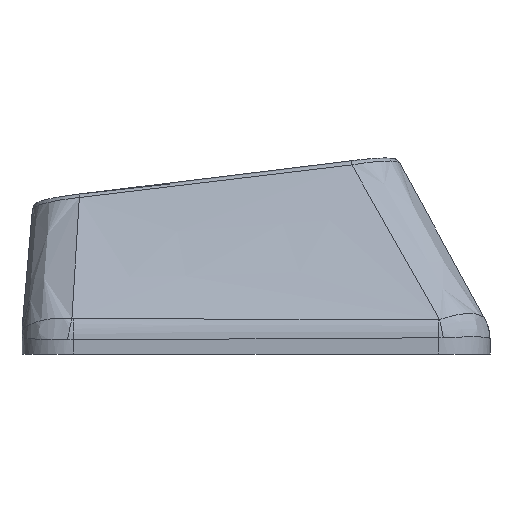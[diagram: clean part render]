
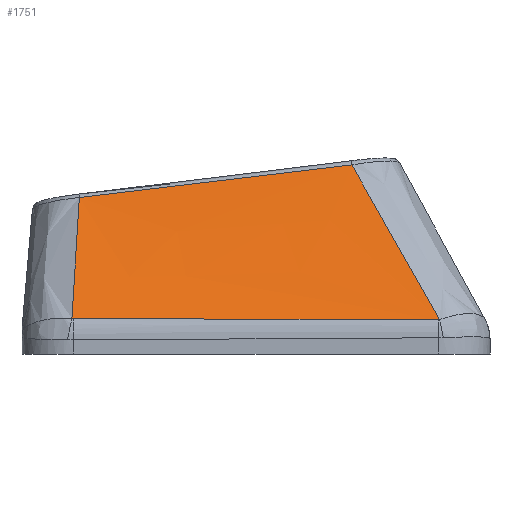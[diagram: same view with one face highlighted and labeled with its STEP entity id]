
A CAD part, left-side view. The second image highlights one B-rep face of the part: STEP entity #1751.
In plain terms, the highlighted free-form (B-spline) face has degree [3, 3] with [4, 4] control points.
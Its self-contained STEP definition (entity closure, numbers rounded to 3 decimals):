
#98=B_SPLINE_SURFACE_WITH_KNOTS('',3,3,((#3616,#3617,#3618,#3619),(#3620,
#3621,#3622,#3623),(#3624,#3625,#3626,#3627),(#3628,#3629,#3630,#3631)),
 .UNSPECIFIED.,.F.,.F.,.F.,(4,4),(4,4),(0.099,0.893),
(0.026,0.95),.UNSPECIFIED.);
#291=FACE_OUTER_BOUND('',#383,.T.);
#383=EDGE_LOOP('',(#1401,#1402,#1403,#1404,#1405,#1406));
#553=B_SPLINE_CURVE_WITH_KNOTS('',3,(#3294,#3295,#3296,#3297),
 .UNSPECIFIED.,.F.,.F.,(4,4),(0.,0.005),
 .UNSPECIFIED.);
#555=B_SPLINE_CURVE_WITH_KNOTS('',3,(#3321,#3322,#3323,#3324),
 .UNSPECIFIED.,.F.,.F.,(4,4),(0.,1.416),.UNSPECIFIED.);
#557=B_SPLINE_CURVE_WITH_KNOTS('',3,(#3348,#3349,#3350,#3351),
 .UNSPECIFIED.,.F.,.F.,(4,4),(0.,0.006),
 .UNSPECIFIED.);
#572=B_SPLINE_CURVE_WITH_KNOTS('',3,(#3633,#3634,#3635,#3636),
 .UNSPECIFIED.,.F.,.F.,(4,4),(0.022,0.781),
 .UNSPECIFIED.);
#573=B_SPLINE_CURVE_WITH_KNOTS('',3,(#3638,#3639,#3640,#3641),
 .UNSPECIFIED.,.F.,.F.,(4,4),(-1.065,0.),
 .UNSPECIFIED.);
#574=B_SPLINE_CURVE_WITH_KNOTS('',3,(#3642,#3643,#3644,#3645),
 .UNSPECIFIED.,.F.,.F.,(4,4),(-0.582,-0.018),
 .UNSPECIFIED.);
#750=VERTEX_POINT('',#3256);
#752=VERTEX_POINT('',#3287);
#754=VERTEX_POINT('',#3314);
#756=VERTEX_POINT('',#3341);
#772=VERTEX_POINT('',#3632);
#773=VERTEX_POINT('',#3637);
#975=EDGE_CURVE('',#750,#752,#553,.T.);
#978=EDGE_CURVE('',#752,#754,#555,.T.);
#981=EDGE_CURVE('',#754,#756,#557,.T.);
#1005=EDGE_CURVE('',#772,#750,#572,.T.);
#1006=EDGE_CURVE('',#773,#772,#573,.T.);
#1007=EDGE_CURVE('',#756,#773,#574,.T.);
#1401=ORIENTED_EDGE('',*,*,#981,.F.);
#1402=ORIENTED_EDGE('',*,*,#978,.F.);
#1403=ORIENTED_EDGE('',*,*,#975,.F.);
#1404=ORIENTED_EDGE('',*,*,#1005,.F.);
#1405=ORIENTED_EDGE('',*,*,#1006,.F.);
#1406=ORIENTED_EDGE('',*,*,#1007,.F.);
#1751=ADVANCED_FACE('',(#291),#98,.T.);
#3256=CARTESIAN_POINT('',(-16.051,-7.124,0.33));
#3287=CARTESIAN_POINT('',(-16.053,-7.077,0.326));
#3294=CARTESIAN_POINT('Ctrl Pts',(-16.051,-7.124,0.33));
#3295=CARTESIAN_POINT('Ctrl Pts',(-16.052,-7.108,0.328));
#3296=CARTESIAN_POINT('Ctrl Pts',(-16.053,-7.093,0.326));
#3297=CARTESIAN_POINT('Ctrl Pts',(-16.053,-7.077,0.326));
#3314=CARTESIAN_POINT('',(-15.974,7.086,0.377));
#3321=CARTESIAN_POINT('Ctrl Pts',(-16.053,-7.077,0.326));
#3322=CARTESIAN_POINT('Ctrl Pts',(-16.033,-2.356,0.342));
#3323=CARTESIAN_POINT('Ctrl Pts',(-16.008,2.365,0.359));
#3324=CARTESIAN_POINT('Ctrl Pts',(-15.974,7.086,0.377));
#3341=CARTESIAN_POINT('',(-15.97,7.144,0.382));
#3348=CARTESIAN_POINT('Ctrl Pts',(-15.974,7.086,0.377));
#3349=CARTESIAN_POINT('Ctrl Pts',(-15.974,7.106,0.377));
#3350=CARTESIAN_POINT('Ctrl Pts',(-15.973,7.125,0.379));
#3351=CARTESIAN_POINT('Ctrl Pts',(-15.97,7.144,0.382));
#3616=CARTESIAN_POINT('Ctrl Pts',(-12.87,-4.102,6.384));
#3617=CARTESIAN_POINT('Ctrl Pts',(-13.931,-5.11,4.365));
#3618=CARTESIAN_POINT('Ctrl Pts',(-14.992,-6.118,2.346));
#3619=CARTESIAN_POINT('Ctrl Pts',(-16.053,-7.125,0.327));
#3620=CARTESIAN_POINT('Ctrl Pts',(-12.87,-0.353,5.94));
#3621=CARTESIAN_POINT('Ctrl Pts',(-13.931,-1.025,4.061));
#3622=CARTESIAN_POINT('Ctrl Pts',(-14.992,-1.697,2.182));
#3623=CARTESIAN_POINT('Ctrl Pts',(-16.053,-2.369,0.304));
#3624=CARTESIAN_POINT('Ctrl Pts',(-12.87,3.396,5.495));
#3625=CARTESIAN_POINT('Ctrl Pts',(-13.931,3.06,3.757));
#3626=CARTESIAN_POINT('Ctrl Pts',(-14.992,2.724,2.019));
#3627=CARTESIAN_POINT('Ctrl Pts',(-16.053,2.388,0.281));
#3628=CARTESIAN_POINT('Ctrl Pts',(-12.87,7.145,5.05));
#3629=CARTESIAN_POINT('Ctrl Pts',(-13.931,7.145,3.453));
#3630=CARTESIAN_POINT('Ctrl Pts',(-14.992,7.144,1.856));
#3631=CARTESIAN_POINT('Ctrl Pts',(-16.053,7.144,0.258));
#3632=CARTESIAN_POINT('',(-12.87,-3.717,6.339));
#3633=CARTESIAN_POINT('Ctrl Pts',(-12.87,-3.717,6.339));
#3634=CARTESIAN_POINT('Ctrl Pts',(-13.937,-4.859,4.341));
#3635=CARTESIAN_POINT('Ctrl Pts',(-14.996,-5.993,2.337));
#3636=CARTESIAN_POINT('Ctrl Pts',(-16.051,-7.124,0.33));
#3637=CARTESIAN_POINT('',(-12.877,6.855,5.074));
#3638=CARTESIAN_POINT('Ctrl Pts',(-12.877,6.855,5.074));
#3639=CARTESIAN_POINT('Ctrl Pts',(-12.876,3.33,5.493));
#3640=CARTESIAN_POINT('Ctrl Pts',(-12.873,-0.194,
5.915));
#3641=CARTESIAN_POINT('Ctrl Pts',(-12.87,-3.717,6.339));
#3642=CARTESIAN_POINT('Ctrl Pts',(-15.97,7.144,0.382));
#3643=CARTESIAN_POINT('Ctrl Pts',(-14.934,7.04,1.943));
#3644=CARTESIAN_POINT('Ctrl Pts',(-13.902,6.942,3.507));
#3645=CARTESIAN_POINT('Ctrl Pts',(-12.877,6.855,5.074));
